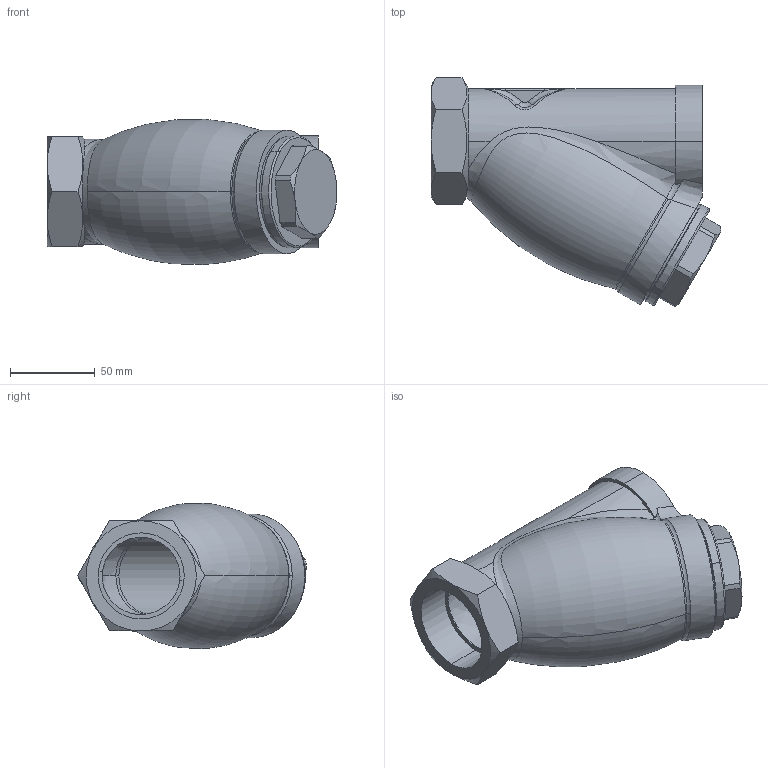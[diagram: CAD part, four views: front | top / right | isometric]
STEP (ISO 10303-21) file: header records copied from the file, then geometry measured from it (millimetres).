
FILE_DESCRIPTION (( 'STEP AP214' ), '1' );
FILE_NAME ('823_DN40_PN16.STEP', '2009-12-07T21:01:25', ( 'wn' ), ( 'Home' ), 'SwSTEP 2.0', 'SolidWorks 2009', '' );
FILE_SCHEMA (( 'AUTOMOTIVE_DESIGN' ));
Length unit declared in the file: millimetre
Products named in the file (1): 823_DN40_PN16
Bounding box: 170.95 x 135 x 85.6 mm (x, y, z)
Volume: 362135.8 mm3; surface area: 144651.6 mm2
Topology: 4 solids, 4 shells, 173 faces, 396 edges, 236 vertices
Faces by surface type: cylinder 53, bspline 38, plane 34, torus 25, cone 23
Entity records: 18702 total; most frequent: CARTESIAN_POINT 13080, ORIENTED_EDGE 780, DIRECTION 718, EDGE_CURVE 390, AXIS2_PLACEMENT_3D 320, VERTEX_POINT 236, EDGE_LOOP 192, CIRCLE 184
